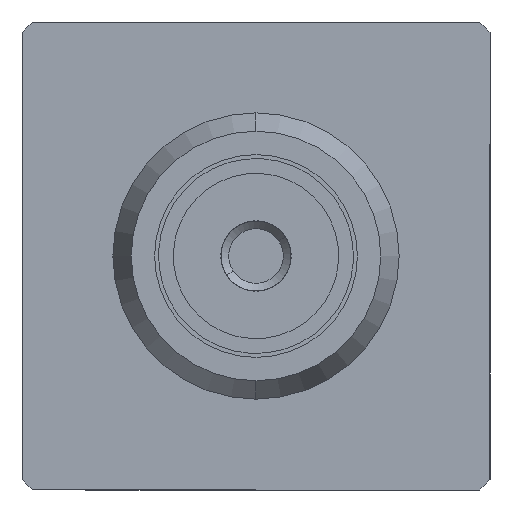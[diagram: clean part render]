
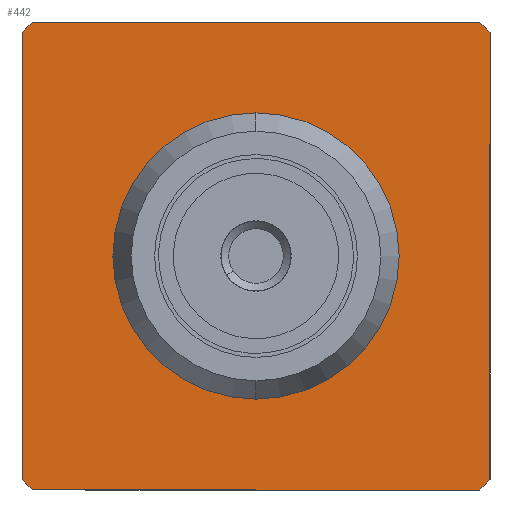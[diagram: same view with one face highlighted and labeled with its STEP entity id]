
A CAD part, left-side view. The second image highlights one B-rep face of the part: STEP entity #442.
In plain terms, the highlighted planar face has unit normal (-1, 0, 0).
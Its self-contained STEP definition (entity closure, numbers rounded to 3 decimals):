
#4 = CIRCLE ( 'NONE', #820, 1.835 ) ;
#42 = PLANE ( 'NONE',  #1031 ) ;
#91 = DIRECTION ( 'NONE',  ( 0., 1., 0. ) ) ;
#103 = CARTESIAN_POINT ( 'NONE',  ( -5.9, 0., 0. ) ) ;
#169 = FACE_OUTER_BOUND ( 'NONE', #1706, .T. ) ;
#183 = VERTEX_POINT ( 'NONE', #918 ) ;
#200 = VERTEX_POINT ( 'NONE', #293 ) ;
#205 = VERTEX_POINT ( 'NONE', #326 ) ;
#221 = CARTESIAN_POINT ( 'NONE',  ( -5.9, 0., 0. ) ) ;
#243 = DIRECTION ( 'NONE',  ( -1., 0., 0. ) ) ;
#264 = VERTEX_POINT ( 'NONE', #1867 ) ;
#293 = CARTESIAN_POINT ( 'NONE',  ( -5.9, 0., 1.835 ) ) ;
#304 = DIRECTION ( 'NONE',  ( 0., 0., 1. ) ) ;
#326 = CARTESIAN_POINT ( 'NONE',  ( -5.9, 3., -2.867 ) ) ;
#353 = AXIS2_PLACEMENT_3D ( 'NONE', #1261, #1130, #402 ) ;
#402 = DIRECTION ( 'NONE',  ( 0., 0., 1. ) ) ;
#406 = DIRECTION ( 'NONE',  ( 0., 0., 1. ) ) ;
#442 = ADVANCED_FACE ( 'NONE', ( #582, #169 ), #42, .T. ) ;
#456 = CARTESIAN_POINT ( 'NONE',  ( -5.9, 3., 0. ) ) ;
#466 = EDGE_CURVE ( 'NONE', #200, #1390, #724, .T. ) ;
#468 = CIRCLE ( 'NONE', #625, 4.15 ) ;
#574 = CARTESIAN_POINT ( 'NONE',  ( -5.9, 1.835, 3. ) ) ;
#582 = FACE_BOUND ( 'NONE', #1513, .T. ) ;
#584 = DIRECTION ( 'NONE',  ( -1., 0., 0. ) ) ;
#625 = AXIS2_PLACEMENT_3D ( 'NONE', #221, #243, #824 ) ;
#626 = ORIENTED_EDGE ( 'NONE', *, *, #1216, .T. ) ;
#640 = LINE ( 'NONE', #1559, #1317 ) ;
#645 = CARTESIAN_POINT ( 'NONE',  ( -5.9, 0., 0. ) ) ;
#658 = ORIENTED_EDGE ( 'NONE', *, *, #466, .T. ) ;
#703 = EDGE_CURVE ( 'NONE', #886, #1553, #468, .T. ) ;
#724 = CIRCLE ( 'NONE', #1269, 1.835 ) ;
#783 = DIRECTION ( 'NONE',  ( 0., 0., -1. ) ) ;
#804 = DIRECTION ( 'NONE',  ( 0., 0., 1. ) ) ;
#815 = VERTEX_POINT ( 'NONE', #1222 ) ;
#820 = AXIS2_PLACEMENT_3D ( 'NONE', #854, #1419, #1603 ) ;
#824 = DIRECTION ( 'NONE',  ( 0., 0., 1. ) ) ;
#842 = LINE ( 'NONE', #574, #1094 ) ;
#854 = CARTESIAN_POINT ( 'NONE',  ( -5.9, 0., 0. ) ) ;
#886 = VERTEX_POINT ( 'NONE', #1096 ) ;
#889 = ORIENTED_EDGE ( 'NONE', *, *, #1944, .T. ) ;
#918 = CARTESIAN_POINT ( 'NONE',  ( -5.9, -2.867, 3. ) ) ;
#941 = AXIS2_PLACEMENT_3D ( 'NONE', #103, #584, #304 ) ;
#962 = CARTESIAN_POINT ( 'NONE',  ( -5.9, 2.867, 3. ) ) ;
#964 = ORIENTED_EDGE ( 'NONE', *, *, #1871, .T. ) ;
#966 = CIRCLE ( 'NONE', #1853, 4.15 ) ;
#1003 = ORIENTED_EDGE ( 'NONE', *, *, #1913, .T. ) ;
#1006 = CIRCLE ( 'NONE', #941, 4.15 ) ;
#1031 = AXIS2_PLACEMENT_3D ( 'NONE', #1242, #1215, #804 ) ;
#1084 = VERTEX_POINT ( 'NONE', #1291 ) ;
#1094 = VECTOR ( 'NONE', #91, 1000. ) ;
#1096 = CARTESIAN_POINT ( 'NONE',  ( -5.9, -2.867, -3. ) ) ;
#1097 = CIRCLE ( 'NONE', #353, 4.15 ) ;
#1125 = EDGE_CURVE ( 'NONE', #205, #815, #966, .T. ) ;
#1130 = DIRECTION ( 'NONE',  ( -1., 0., 0. ) ) ;
#1206 = ORIENTED_EDGE ( 'NONE', *, *, #1667, .T. ) ;
#1215 = DIRECTION ( 'NONE',  ( -1., 0., 0. ) ) ;
#1216 = EDGE_CURVE ( 'NONE', #1084, #205, #1676, .T. ) ;
#1222 = CARTESIAN_POINT ( 'NONE',  ( -5.9, 2.867, -3. ) ) ;
#1235 = CARTESIAN_POINT ( 'NONE',  ( -5.9, 0., -1.835 ) ) ;
#1242 = CARTESIAN_POINT ( 'NONE',  ( -5.9, 1.835, 0. ) ) ;
#1261 = CARTESIAN_POINT ( 'NONE',  ( -5.9, 0., 0. ) ) ;
#1269 = AXIS2_PLACEMENT_3D ( 'NONE', #645, #1825, #783 ) ;
#1291 = CARTESIAN_POINT ( 'NONE',  ( -5.9, 3., 2.867 ) ) ;
#1301 = CARTESIAN_POINT ( 'NONE',  ( -5.9, 0., 0. ) ) ;
#1304 = ORIENTED_EDGE ( 'NONE', *, *, #1414, .T. ) ;
#1307 = DIRECTION ( 'NONE',  ( 0., -1., 0. ) ) ;
#1317 = VECTOR ( 'NONE', #1551, 1000. ) ;
#1318 = VERTEX_POINT ( 'NONE', #962 ) ;
#1334 = ORIENTED_EDGE ( 'NONE', *, *, #703, .T. ) ;
#1353 = EDGE_CURVE ( 'NONE', #1553, #264, #640, .T. ) ;
#1387 = ORIENTED_EDGE ( 'NONE', *, *, #1125, .T. ) ;
#1390 = VERTEX_POINT ( 'NONE', #1235 ) ;
#1414 = EDGE_CURVE ( 'NONE', #183, #1318, #842, .T. ) ;
#1419 = DIRECTION ( 'NONE',  ( 1., 0., 0. ) ) ;
#1444 = VECTOR ( 'NONE', #1497, 1000. ) ;
#1462 = CARTESIAN_POINT ( 'NONE',  ( -5.9, 1.835, -3. ) ) ;
#1497 = DIRECTION ( 'NONE',  ( 0., 0., -1. ) ) ;
#1513 = EDGE_LOOP ( 'NONE', ( #964, #658 ) ) ;
#1551 = DIRECTION ( 'NONE',  ( 0., 0., 1. ) ) ;
#1553 = VERTEX_POINT ( 'NONE', #1896 ) ;
#1559 = CARTESIAN_POINT ( 'NONE',  ( -5.9, -3., 0. ) ) ;
#1581 = LINE ( 'NONE', #1462, #1924 ) ;
#1603 = DIRECTION ( 'NONE',  ( 0., 0., -1. ) ) ;
#1667 = EDGE_CURVE ( 'NONE', #264, #183, #1006, .T. ) ;
#1676 = LINE ( 'NONE', #456, #1444 ) ;
#1706 = EDGE_LOOP ( 'NONE', ( #1304, #1003, #626, #1387, #889, #1334, #1721, #1206 ) ) ;
#1721 = ORIENTED_EDGE ( 'NONE', *, *, #1353, .T. ) ;
#1759 = DIRECTION ( 'NONE',  ( -1., 0., 0. ) ) ;
#1825 = DIRECTION ( 'NONE',  ( 1., 0., 0. ) ) ;
#1853 = AXIS2_PLACEMENT_3D ( 'NONE', #1301, #1759, #406 ) ;
#1867 = CARTESIAN_POINT ( 'NONE',  ( -5.9, -3., 2.867 ) ) ;
#1871 = EDGE_CURVE ( 'NONE', #1390, #200, #4, .T. ) ;
#1896 = CARTESIAN_POINT ( 'NONE',  ( -5.9, -3., -2.867 ) ) ;
#1913 = EDGE_CURVE ( 'NONE', #1318, #1084, #1097, .T. ) ;
#1924 = VECTOR ( 'NONE', #1307, 1000. ) ;
#1944 = EDGE_CURVE ( 'NONE', #815, #886, #1581, .T. ) ;
